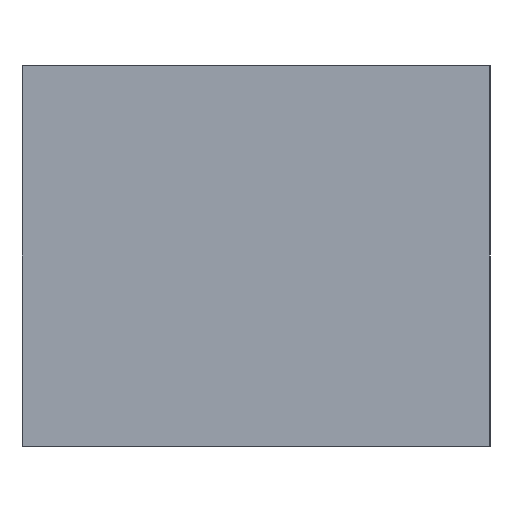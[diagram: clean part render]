
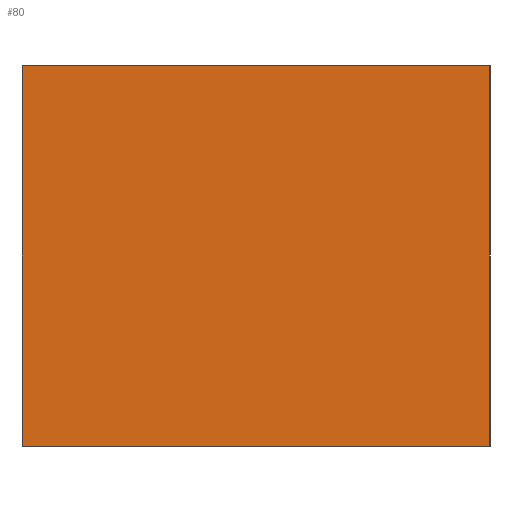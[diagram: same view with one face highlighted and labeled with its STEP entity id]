
A CAD part, left-side view. The second image highlights one B-rep face of the part: STEP entity #80.
In plain terms, the highlighted planar face has unit normal (-1, 0, 0).
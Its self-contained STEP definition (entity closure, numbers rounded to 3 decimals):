
#80 = ADVANCED_FACE( '', ( #149 ), #150, .F. );
#149 = FACE_OUTER_BOUND( '', #229, .T. );
#150 = PLANE( '', #230 );
#229 = EDGE_LOOP( '', ( #312, #313, #314, #315 ) );
#230 = AXIS2_PLACEMENT_3D( '', #316, #317, #318 );
#312 = ORIENTED_EDGE( '', *, *, #476, .T. );
#313 = ORIENTED_EDGE( '', *, *, #477, .F. );
#314 = ORIENTED_EDGE( '', *, *, #478, .F. );
#315 = ORIENTED_EDGE( '', *, *, #479, .T. );
#316 = CARTESIAN_POINT( '', ( -1.6, 0.8, 0.65 ) );
#317 = DIRECTION( '', ( 1., 0., 0. ) );
#318 = DIRECTION( '', ( 0., 1., 0. ) );
#476 = EDGE_CURVE( '', #557, #558, #559, .T. );
#477 = EDGE_CURVE( '', #560, #558, #561, .T. );
#478 = EDGE_CURVE( '', #562, #560, #563, .T. );
#479 = EDGE_CURVE( '', #562, #557, #564, .T. );
#557 = VERTEX_POINT( '', #720 );
#558 = VERTEX_POINT( '', #721 );
#559 = LINE( '', #722, #723 );
#560 = VERTEX_POINT( '', #724 );
#561 = LINE( '', #725, #726 );
#562 = VERTEX_POINT( '', #727 );
#563 = LINE( '', #728, #729 );
#564 = LINE( '', #730, #731 );
#720 = CARTESIAN_POINT( '', ( -1.6, 0.8, -0.65 ) );
#721 = CARTESIAN_POINT( '', ( -1.6, -0.8, -0.65 ) );
#722 = CARTESIAN_POINT( '', ( -1.6, 0.8, -0.65 ) );
#723 = VECTOR( '', #848, 1000. );
#724 = CARTESIAN_POINT( '', ( -1.6, -0.8, 0.65 ) );
#725 = CARTESIAN_POINT( '', ( -1.6, -0.8, 0.65 ) );
#726 = VECTOR( '', #849, 1000. );
#727 = CARTESIAN_POINT( '', ( -1.6, 0.8, 0.65 ) );
#728 = CARTESIAN_POINT( '', ( -1.6, 0.8, 0.65 ) );
#729 = VECTOR( '', #850, 1000. );
#730 = CARTESIAN_POINT( '', ( -1.6, 0.8, 0.65 ) );
#731 = VECTOR( '', #851, 1000. );
#848 = DIRECTION( '', ( 0., -1., 0. ) );
#849 = DIRECTION( '', ( 0., 0., -1. ) );
#850 = DIRECTION( '', ( 0., -1., 0. ) );
#851 = DIRECTION( '', ( 0., 0., -1. ) );
